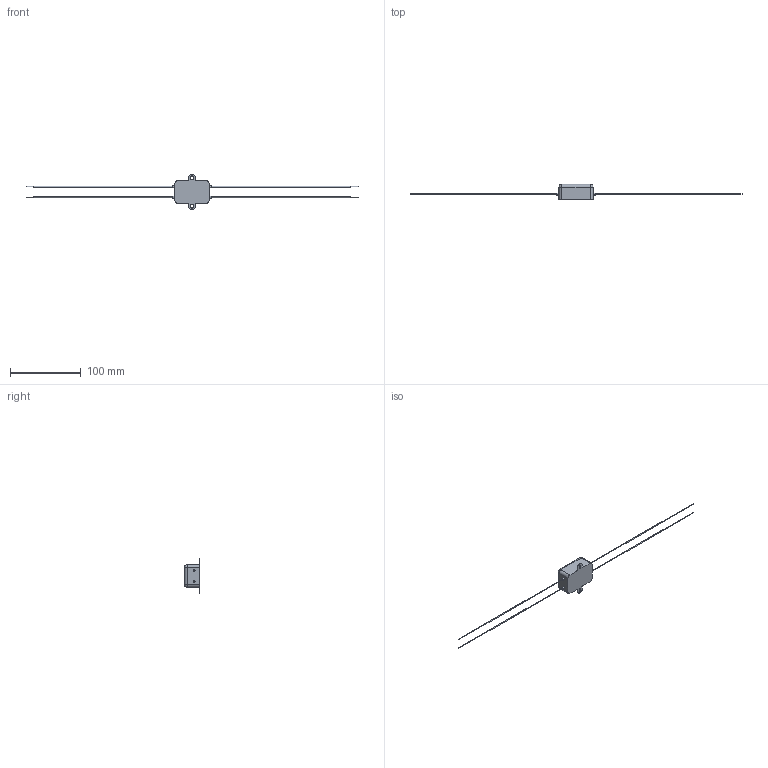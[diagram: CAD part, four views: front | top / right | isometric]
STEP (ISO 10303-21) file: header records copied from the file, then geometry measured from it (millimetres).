
FILE_DESCRIPTION (( 'STEP AP214' ), '1' );
FILE_NAME ('ENF_KLF2029_L48W50H22.STEP', '2018-10-29T15:33:27', ( '' ), ( '' ), 'SwSTEP 2.0', 'SolidWorks 2014', '' );
FILE_SCHEMA (( 'AUTOMOTIVE_DESIGN' ));
Length unit declared in the file: millimetre
Products named in the file (1): ENF_KLF2029_L48W50H22
Bounding box: 468 x 22 x 50 mm (x, y, z)
Volume: 33800.3 mm3; surface area: 9108.5 mm2
Topology: 1 solids, 1 shells, 131 faces, 334 edges, 216 vertices
Faces by surface type: plane 82, cylinder 45, sphere 4
Entity records: 4807 total; most frequent: DIRECTION 684, CARTESIAN_POINT 678, ORIENTED_EDGE 660, EDGE_CURVE 330, VECTOR 240, LINE 240, AXIS2_PLACEMENT_3D 222, VERTEX_POINT 216
